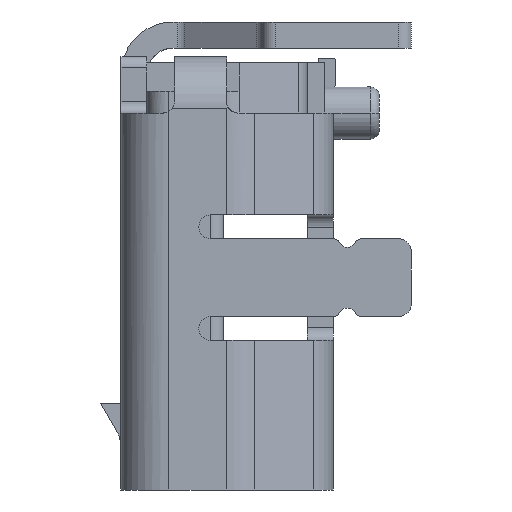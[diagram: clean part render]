
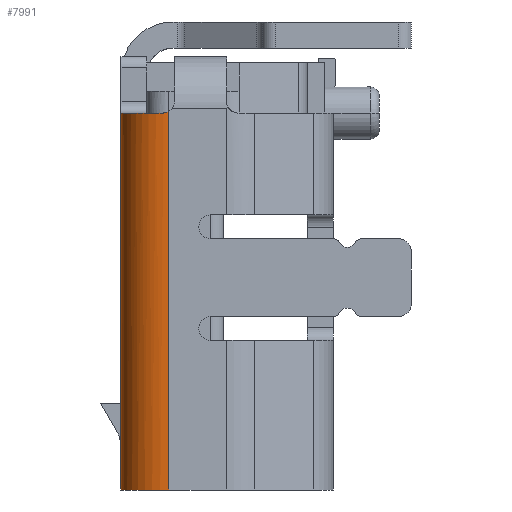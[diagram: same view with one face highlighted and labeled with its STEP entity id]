
A CAD part, left-side view. The second image highlights one B-rep face of the part: STEP entity #7991.
In plain terms, the highlighted cylindrical face has radius 0.55 mm (diameter 1.1 mm), a partial arc.
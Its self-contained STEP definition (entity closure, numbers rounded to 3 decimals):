
#476 = EDGE_CURVE ( 'NONE', #548, #11976, #2234, .T. ) ;
#503 = VERTEX_POINT ( 'NONE', #3471 ) ;
#548 = VERTEX_POINT ( 'NONE', #3502 ) ;
#699 = VERTEX_POINT ( 'NONE', #3082 ) ;
#1158 = CARTESIAN_POINT ( 'NONE',  ( -3.2, 1.9, 0. ) ) ;
#1159 = DIRECTION ( 'NONE',  ( 0., 0., 1. ) ) ;
#1160 = DIRECTION ( 'NONE',  ( -1., 0., 0. ) ) ;
#1760 = ORIENTED_EDGE ( 'NONE', *, *, #10420, .T. ) ;
#1768 = ORIENTED_EDGE ( 'NONE', *, *, #10415, .T. ) ;
#1794 = ORIENTED_EDGE ( 'NONE', *, *, #10476, .T. ) ;
#1796 = ORIENTED_EDGE ( 'NONE', *, *, #3795, .T. ) ;
#1798 = ORIENTED_EDGE ( 'NONE', *, *, #476, .F. ) ;
#2234 = LINE ( 'NONE', #3435, #2238 ) ;
#2238 = VECTOR ( 'NONE', #3432, 1000. ) ;
#3082 = CARTESIAN_POINT ( 'NONE',  ( -3.747, 1.962, 4.35 ) ) ;
#3432 = DIRECTION ( 'NONE',  ( 0., 0., -1. ) ) ;
#3435 = CARTESIAN_POINT ( 'NONE',  ( -3.75, 1.9, 5. ) ) ;
#3471 = CARTESIAN_POINT ( 'NONE',  ( -3.2, 2.45, 0. ) ) ;
#3502 = CARTESIAN_POINT ( 'NONE',  ( -3.75, 1.9, 4.366 ) ) ;
#3795 = EDGE_CURVE ( 'NONE', #503, #11976, #8644, .T. ) ;
#4057 = AXIS2_PLACEMENT_3D ( 'NONE', #4454, #4450, #4451 ) ;
#4180 = AXIS2_PLACEMENT_3D ( 'NONE', #4925, #4926, #4927 ) ;
#4450 = DIRECTION ( 'NONE',  ( 0., 0., -1. ) ) ;
#4451 = DIRECTION ( 'NONE',  ( -1., 0., 0. ) ) ;
#4454 = CARTESIAN_POINT ( 'NONE',  ( -3.2, 1.9, 5. ) ) ;
#4771 = CARTESIAN_POINT ( 'NONE',  ( -3.2, 2.45, 5. ) ) ;
#4772 = DIRECTION ( 'NONE',  ( 0., 0., -1. ) ) ;
#4779 = CARTESIAN_POINT ( 'NONE',  ( -3.75, 1.9, 4.366 ) ) ;
#4780 = CARTESIAN_POINT ( 'NONE',  ( -3.75, 1.913, 4.359 ) ) ;
#4784 = CARTESIAN_POINT ( 'NONE',  ( -3.75, 1.926, 4.354 ) ) ;
#4785 = CARTESIAN_POINT ( 'NONE',  ( -3.749, 1.94, 4.352 ) ) ;
#4786 = CARTESIAN_POINT ( 'NONE',  ( -3.748, 1.947, 4.351 ) ) ;
#4787 = CARTESIAN_POINT ( 'NONE',  ( -3.747, 1.955, 4.35 ) ) ;
#4788 = CARTESIAN_POINT ( 'NONE',  ( -3.747, 1.962, 4.35 ) ) ;
#4925 = CARTESIAN_POINT ( 'NONE',  ( -3.2, 1.9, 4.35 ) ) ;
#4926 = DIRECTION ( 'NONE',  ( 0., 0., -1. ) ) ;
#4927 = DIRECTION ( 'NONE',  ( -1., 0., 0. ) ) ;
#5396 = CARTESIAN_POINT ( 'NONE',  ( -3.75, 1.9, 0. ) ) ;
#5940 = CARTESIAN_POINT ( 'NONE',  ( -3.2, 2.45, 4.35 ) ) ;
#7680 = B_SPLINE_CURVE_WITH_KNOTS ( 'NONE', 3,
 ( #4779, #4780, #4784, #4785, #4786, #4787, #4788 ),
 .UNSPECIFIED., .F., .F.,
 ( 4, 3, 4 ),
 ( 0., 0., 0. ),
 .UNSPECIFIED. ) ;
#7991 = ADVANCED_FACE ( 'NONE', ( #9161 ), #9164, .T. ) ;
#8461 = EDGE_LOOP ( 'NONE', ( #1798, #1760, #1794, #1768, #1796 ) ) ;
#8644 = CIRCLE ( 'NONE', #10778, 0.55 ) ;
#9161 = FACE_OUTER_BOUND ( 'NONE', #8461, .T. ) ;
#9164 = CYLINDRICAL_SURFACE ( 'NONE', #4057, 0.55 ) ;
#9282 = LINE ( 'NONE', #4771, #9285 ) ;
#9285 = VECTOR ( 'NONE', #4772, 1000. ) ;
#9366 = CIRCLE ( 'NONE', #4180, 0.55 ) ;
#10415 = EDGE_CURVE ( 'NONE', #12048, #503, #9282, .T. ) ;
#10420 = EDGE_CURVE ( 'NONE', #548, #699, #7680, .T. ) ;
#10476 = EDGE_CURVE ( 'NONE', #699, #12048, #9366, .T. ) ;
#10778 = AXIS2_PLACEMENT_3D ( 'NONE', #1158, #1159, #1160 ) ;
#11976 = VERTEX_POINT ( 'NONE', #5396 ) ;
#12048 = VERTEX_POINT ( 'NONE', #5940 ) ;
